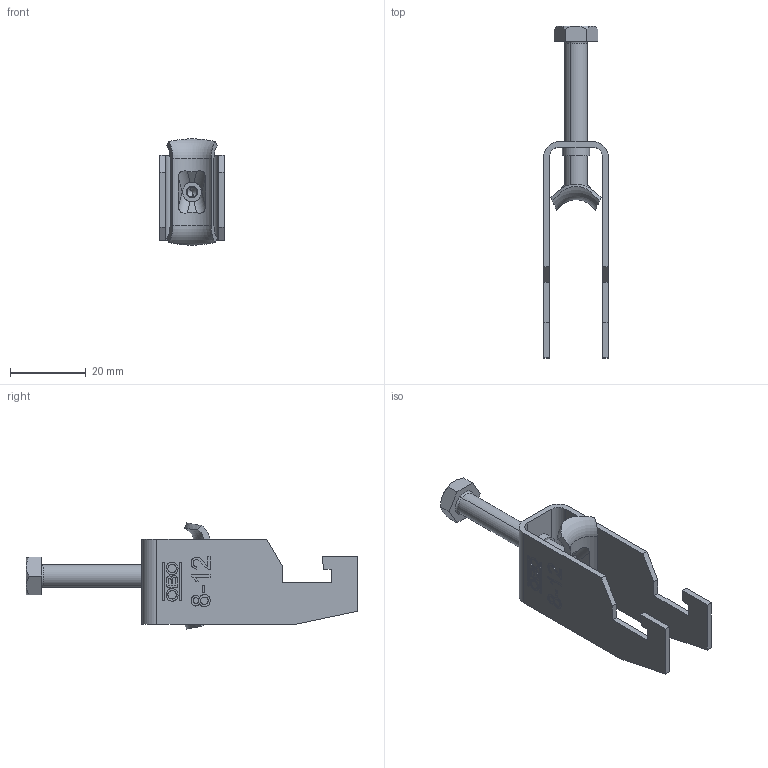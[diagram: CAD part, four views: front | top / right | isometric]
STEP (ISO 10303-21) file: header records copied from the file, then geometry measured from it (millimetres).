
FILE_DESCRIPTION (( 'STEP AP214' ), '1' );
FILE_NAME ('1186503.STEP', '2023-09-05T08:51:23', ( '' ), ( '' ), 'SwSTEP 2.0', 'SolidWorks 2022', '' );
FILE_SCHEMA (( 'AUTOMOTIVE_DESIGN' ));
Length unit declared in the file: millimetre
Products named in the file (4): 157106_2Fach; 1186503; 203331_Standard; 142951_M6 x 38
Assembly tree (3 placements, depth 2):
  1186503
    157106_2Fach
    203331_Standard
    142951_M6 x 38
Bounding box: 17 x 87.5 x 28 mm (x, y, z)
Volume: 5559.1 mm3; surface area: 7435.3 mm2
Topology: 3 solids, 3 shells, 226 faces, 589 edges, 386 vertices
Faces by surface type: plane 125, cylinder 42, bspline 41, cone 10, torus 8
Entity records: 9555 total; most frequent: CARTESIAN_POINT 3758, ORIENTED_EDGE 1162, DIRECTION 909, EDGE_CURVE 581, VERTEX_POINT 386, LINE 331, VECTOR 331, AXIS2_PLACEMENT_3D 289
